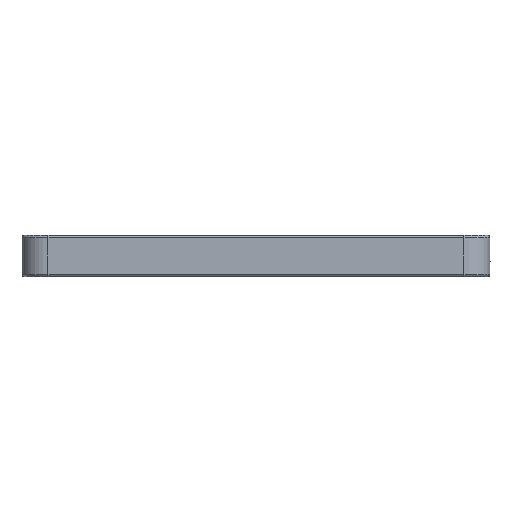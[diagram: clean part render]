
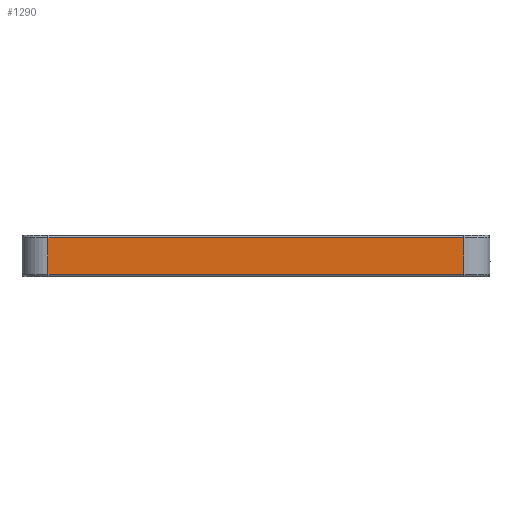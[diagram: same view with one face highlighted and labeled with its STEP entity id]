
A CAD part, left-side view. The second image highlights one B-rep face of the part: STEP entity #1290.
In plain terms, the highlighted planar face has unit normal (-1, 0, 0).
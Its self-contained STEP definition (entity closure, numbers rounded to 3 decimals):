
#747 = DIRECTION ( 'NONE',  ( 0., 1., 0. ) ) ;
#868 = EDGE_CURVE ( 'NONE', #6609, #11742, #2840, .T. ) ;
#1057 = EDGE_CURVE ( 'NONE', #1981, #5540, #9350, .T. ) ;
#1290 = ADVANCED_FACE ( 'NONE', ( #4297 ), #3839, .F. ) ;
#1981 = VERTEX_POINT ( 'NONE', #2038 ) ;
#1984 = DIRECTION ( 'NONE',  ( 1., 0., 0. ) ) ;
#2038 = CARTESIAN_POINT ( 'NONE',  ( -55., -40., 0.5 ) ) ;
#2094 = DIRECTION ( 'NONE',  ( 0., 0., -1. ) ) ;
#2554 = VECTOR ( 'NONE', #3682, 1000. ) ;
#2816 = LINE ( 'NONE', #3659, #9602 ) ;
#2840 = LINE ( 'NONE', #5611, #2554 ) ;
#3659 = CARTESIAN_POINT ( 'NONE',  ( -55., -40., 0.5 ) ) ;
#3682 = DIRECTION ( 'NONE',  ( 0., 0., -1. ) ) ;
#3699 = EDGE_CURVE ( 'NONE', #5540, #6609, #4116, .T. ) ;
#3797 = CARTESIAN_POINT ( 'NONE',  ( -55., -45., 8. ) ) ;
#3839 = PLANE ( 'NONE',  #9474 ) ;
#4116 = LINE ( 'NONE', #10665, #5130 ) ;
#4297 = FACE_OUTER_BOUND ( 'NONE', #5340, .T. ) ;
#4643 = CARTESIAN_POINT ( 'NONE',  ( -55., 40., 0.5 ) ) ;
#5130 = VECTOR ( 'NONE', #747, 1000. ) ;
#5340 = EDGE_LOOP ( 'NONE', ( #9599, #9740, #10198, #5983 ) ) ;
#5540 = VERTEX_POINT ( 'NONE', #6755 ) ;
#5611 = CARTESIAN_POINT ( 'NONE',  ( -55., 40., 8. ) ) ;
#5983 = ORIENTED_EDGE ( 'NONE', *, *, #3699, .T. ) ;
#6609 = VERTEX_POINT ( 'NONE', #8834 ) ;
#6755 = CARTESIAN_POINT ( 'NONE',  ( -55., -40., 7.5 ) ) ;
#7053 = DIRECTION ( 'NONE',  ( 0., 0., 1. ) ) ;
#8834 = CARTESIAN_POINT ( 'NONE',  ( -55., 40., 7.5 ) ) ;
#9350 = LINE ( 'NONE', #9817, #11913 ) ;
#9474 = AXIS2_PLACEMENT_3D ( 'NONE', #3797, #1984, #2094 ) ;
#9599 = ORIENTED_EDGE ( 'NONE', *, *, #868, .T. ) ;
#9602 = VECTOR ( 'NONE', #10953, 1000. ) ;
#9740 = ORIENTED_EDGE ( 'NONE', *, *, #10340, .T. ) ;
#9817 = CARTESIAN_POINT ( 'NONE',  ( -55., -40., 8. ) ) ;
#10198 = ORIENTED_EDGE ( 'NONE', *, *, #1057, .T. ) ;
#10340 = EDGE_CURVE ( 'NONE', #11742, #1981, #2816, .T. ) ;
#10665 = CARTESIAN_POINT ( 'NONE',  ( -55., -45., 7.5 ) ) ;
#10953 = DIRECTION ( 'NONE',  ( 0., -1., 0. ) ) ;
#11742 = VERTEX_POINT ( 'NONE', #4643 ) ;
#11913 = VECTOR ( 'NONE', #7053, 1000. ) ;
